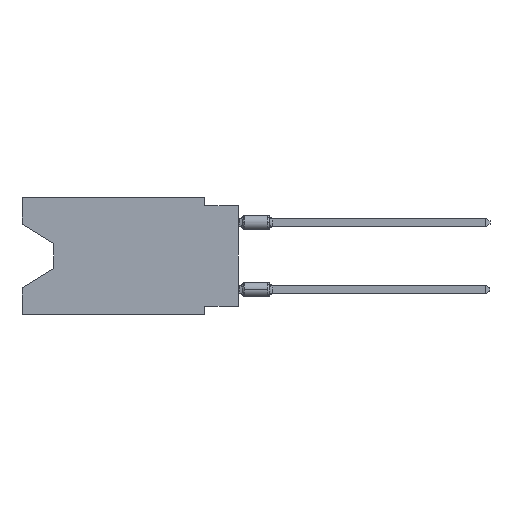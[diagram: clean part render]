
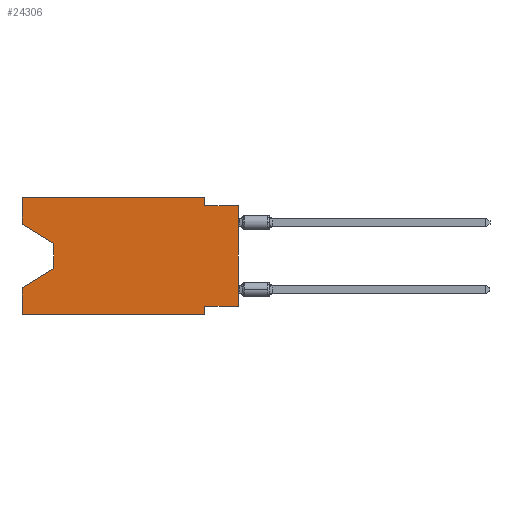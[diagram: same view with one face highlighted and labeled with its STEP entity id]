
A CAD part, left-side view. The second image highlights one B-rep face of the part: STEP entity #24306.
In plain terms, the highlighted planar face has unit normal (-1, 0, 0).
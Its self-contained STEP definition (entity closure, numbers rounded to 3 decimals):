
#79 = VERTEX_POINT ( 'NONE', #16532 ) ;
#205 = VECTOR ( 'NONE', #12621, 1000. ) ;
#692 = LINE ( 'NONE', #5618, #4633 ) ;
#776 = CARTESIAN_POINT ( 'NONE',  ( 0., 16.383, 0. ) ) ;
#846 = ORIENTED_EDGE ( 'NONE', *, *, #22099, .T. ) ;
#1078 = VERTEX_POINT ( 'NONE', #12427 ) ;
#1314 = EDGE_CURVE ( 'NONE', #20014, #19099, #1368, .T. ) ;
#1368 = LINE ( 'NONE', #25941, #21318 ) ;
#2753 = CARTESIAN_POINT ( 'NONE',  ( 0., 16.383, -6.852 ) ) ;
#2890 = ORIENTED_EDGE ( 'NONE', *, *, #17297, .F. ) ;
#2988 = VECTOR ( 'NONE', #21656, 1000. ) ;
#3492 = VECTOR ( 'NONE', #20322, 1000. ) ;
#3634 = DIRECTION ( 'NONE',  ( 0., 0., 1. ) ) ;
#3925 = VECTOR ( 'NONE', #16661, 1000. ) ;
#4501 = CARTESIAN_POINT ( 'NONE',  ( 0., 0., -8.255 ) ) ;
#4633 = VECTOR ( 'NONE', #7701, 1000. ) ;
#4654 = DIRECTION ( 'NONE',  ( 0., 0., 1. ) ) ;
#4906 = ORIENTED_EDGE ( 'NONE', *, *, #11657, .F. ) ;
#4910 = VECTOR ( 'NONE', #29205, 1000. ) ;
#4956 = EDGE_CURVE ( 'NONE', #13438, #12667, #25120, .T. ) ;
#5096 = FACE_OUTER_BOUND ( 'NONE', #25863, .T. ) ;
#5211 = ORIENTED_EDGE ( 'NONE', *, *, #4956, .T. ) ;
#5233 = VECTOR ( 'NONE', #18260, 1000. ) ;
#5618 = CARTESIAN_POINT ( 'NONE',  ( 0., 16.383, -2.038 ) ) ;
#7103 = CARTESIAN_POINT ( 'NONE',  ( 0., 0., -0.635 ) ) ;
#7598 = CARTESIAN_POINT ( 'NONE',  ( 0., 16.383, 0. ) ) ;
#7701 = DIRECTION ( 'NONE',  ( 0., -0.855, -0.519 ) ) ;
#8550 = CARTESIAN_POINT ( 'NONE',  ( 0., 2.54, -8.89 ) ) ;
#9871 = DIRECTION ( 'NONE',  ( 0., 0., -1. ) ) ;
#10060 = ORIENTED_EDGE ( 'NONE', *, *, #22818, .T. ) ;
#10155 = PLANE ( 'NONE',  #19266 ) ;
#10402 = LINE ( 'NONE', #24089, #205 ) ;
#10734 = CARTESIAN_POINT ( 'NONE',  ( 0., 16.383, 0. ) ) ;
#11080 = CARTESIAN_POINT ( 'NONE',  ( 0., 13.97, -3.505 ) ) ;
#11138 = VERTEX_POINT ( 'NONE', #24213 ) ;
#11236 = LINE ( 'NONE', #11080, #3492 ) ;
#11501 = VECTOR ( 'NONE', #28602, 1000. ) ;
#11657 = EDGE_CURVE ( 'NONE', #11138, #12667, #25050, .T. ) ;
#12075 = CARTESIAN_POINT ( 'NONE',  ( 0., 16.383, -2.038 ) ) ;
#12272 = ORIENTED_EDGE ( 'NONE', *, *, #22059, .F. ) ;
#12427 = CARTESIAN_POINT ( 'NONE',  ( 0., 13.97, -3.505 ) ) ;
#12559 = LINE ( 'NONE', #8550, #2988 ) ;
#12621 = DIRECTION ( 'NONE',  ( 0., -1., 0. ) ) ;
#12667 = VERTEX_POINT ( 'NONE', #2753 ) ;
#12827 = EDGE_CURVE ( 'NONE', #22429, #15725, #12559, .T. ) ;
#12965 = CARTESIAN_POINT ( 'NONE',  ( 0., 0., -8.255 ) ) ;
#13438 = VERTEX_POINT ( 'NONE', #14279 ) ;
#13936 = LINE ( 'NONE', #18112, #23655 ) ;
#14279 = CARTESIAN_POINT ( 'NONE',  ( 0., 13.97, -5.385 ) ) ;
#14929 = LINE ( 'NONE', #24026, #17492 ) ;
#15175 = ORIENTED_EDGE ( 'NONE', *, *, #1314, .F. ) ;
#15725 = VERTEX_POINT ( 'NONE', #15737 ) ;
#15737 = CARTESIAN_POINT ( 'NONE',  ( 0., 2.54, -8.89 ) ) ;
#15805 = CARTESIAN_POINT ( 'NONE',  ( 0., 16.383, 0. ) ) ;
#15872 = CARTESIAN_POINT ( 'NONE',  ( 0., 13.97, -5.385 ) ) ;
#16137 = CARTESIAN_POINT ( 'NONE',  ( 0., 2.54, -8.255 ) ) ;
#16532 = CARTESIAN_POINT ( 'NONE',  ( 0., 2.54, -0.635 ) ) ;
#16661 = DIRECTION ( 'NONE',  ( 0., 0., 1. ) ) ;
#16671 = ORIENTED_EDGE ( 'NONE', *, *, #16940, .F. ) ;
#16731 = VERTEX_POINT ( 'NONE', #12075 ) ;
#16940 = EDGE_CURVE ( 'NONE', #19099, #79, #26525, .T. ) ;
#17297 = EDGE_CURVE ( 'NONE', #16731, #20014, #27994, .T. ) ;
#17492 = VECTOR ( 'NONE', #3634, 1000. ) ;
#17987 = EDGE_CURVE ( 'NONE', #1078, #13438, #11236, .T. ) ;
#18112 = CARTESIAN_POINT ( 'NONE',  ( 0., 0., -0.635 ) ) ;
#18260 = DIRECTION ( 'NONE',  ( 0., 0.855, -0.519 ) ) ;
#19099 = VERTEX_POINT ( 'NONE', #19337 ) ;
#19231 = DIRECTION ( 'NONE',  ( 1., 0., 0. ) ) ;
#19266 = AXIS2_PLACEMENT_3D ( 'NONE', #776, #19231, #9871 ) ;
#19292 = VECTOR ( 'NONE', #4654, 1000. ) ;
#19337 = CARTESIAN_POINT ( 'NONE',  ( 0., 2.54, 0. ) ) ;
#20014 = VERTEX_POINT ( 'NONE', #10734 ) ;
#20121 = LINE ( 'NONE', #12965, #4910 ) ;
#20322 = DIRECTION ( 'NONE',  ( 0., 0., -1. ) ) ;
#21117 = ORIENTED_EDGE ( 'NONE', *, *, #26345, .F. ) ;
#21318 = VECTOR ( 'NONE', #28330, 1000. ) ;
#21524 = ORIENTED_EDGE ( 'NONE', *, *, #17987, .T. ) ;
#21656 = DIRECTION ( 'NONE',  ( 0., 0., -1. ) ) ;
#22059 = EDGE_CURVE ( 'NONE', #79, #28459, #13936, .T. ) ;
#22099 = EDGE_CURVE ( 'NONE', #16731, #1078, #692, .T. ) ;
#22195 = CARTESIAN_POINT ( 'NONE',  ( 0., 2.54, 0. ) ) ;
#22429 = VERTEX_POINT ( 'NONE', #16137 ) ;
#22436 = ORIENTED_EDGE ( 'NONE', *, *, #12827, .F. ) ;
#22818 = EDGE_CURVE ( 'NONE', #22891, #28459, #14929, .T. ) ;
#22891 = VERTEX_POINT ( 'NONE', #4501 ) ;
#23029 = DIRECTION ( 'NONE',  ( 0., -1., 0. ) ) ;
#23655 = VECTOR ( 'NONE', #23029, 1000. ) ;
#24026 = CARTESIAN_POINT ( 'NONE',  ( 0., 0., 0. ) ) ;
#24089 = CARTESIAN_POINT ( 'NONE',  ( 0., 16.383, -8.89 ) ) ;
#24213 = CARTESIAN_POINT ( 'NONE',  ( 0., 16.383, -8.89 ) ) ;
#24297 = ORIENTED_EDGE ( 'NONE', *, *, #25382, .T. ) ;
#24306 = ADVANCED_FACE ( 'NONE', ( #5096 ), #10155, .F. ) ;
#25050 = LINE ( 'NONE', #15805, #19292 ) ;
#25120 = LINE ( 'NONE', #15872, #5233 ) ;
#25382 = EDGE_CURVE ( 'NONE', #11138, #15725, #10402, .T. ) ;
#25863 = EDGE_LOOP ( 'NONE', ( #846, #21524, #5211, #4906, #24297, #22436, #21117, #10060, #12272, #16671, #15175, #2890 ) ) ;
#25941 = CARTESIAN_POINT ( 'NONE',  ( 0., 16.383, 0. ) ) ;
#26345 = EDGE_CURVE ( 'NONE', #22891, #22429, #20121, .T. ) ;
#26525 = LINE ( 'NONE', #22195, #11501 ) ;
#27994 = LINE ( 'NONE', #7598, #3925 ) ;
#28330 = DIRECTION ( 'NONE',  ( 0., -1., 0. ) ) ;
#28459 = VERTEX_POINT ( 'NONE', #7103 ) ;
#28602 = DIRECTION ( 'NONE',  ( 0., 0., -1. ) ) ;
#29205 = DIRECTION ( 'NONE',  ( 0., 1., 0. ) ) ;
